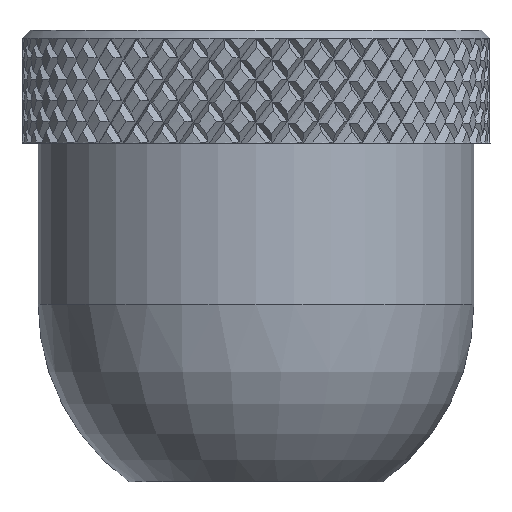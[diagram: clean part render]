
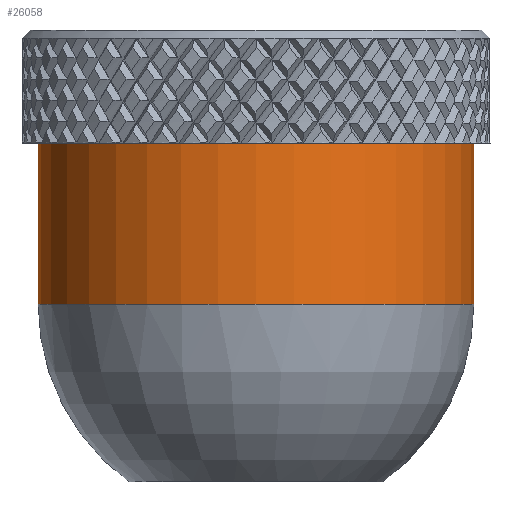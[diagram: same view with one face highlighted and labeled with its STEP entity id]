
A CAD part, front view. The second image highlights one B-rep face of the part: STEP entity #26058.
In plain terms, the highlighted cylindrical face has radius 13.5 mm (diameter 27 mm), a partial arc.
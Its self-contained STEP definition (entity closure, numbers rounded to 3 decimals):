
#975 = DIRECTION ( 'NONE',  ( 0., 0., 1. ) ) ;
#2309 = DIRECTION ( 'NONE',  ( 0., 0., 1. ) ) ;
#2956 = AXIS2_PLACEMENT_3D ( 'NONE', #22611, #975, #7711 ) ;
#3214 = VERTEX_POINT ( 'NONE', #32885 ) ;
#3642 = EDGE_CURVE ( 'NONE', #35917, #3214, #9646, .T. ) ;
#3989 = EDGE_CURVE ( 'NONE', #11018, #16933, #12894, .T. ) ;
#4319 = DIRECTION ( 'NONE',  ( 0., 0., 1. ) ) ;
#7112 = CARTESIAN_POINT ( 'NONE',  ( 0., 0., 0. ) ) ;
#7711 = DIRECTION ( 'NONE',  ( 1., 0., 0. ) ) ;
#7997 = EDGE_CURVE ( 'NONE', #3214, #16933, #15440, .T. ) ;
#8067 = CARTESIAN_POINT ( 'NONE',  ( 0., 0., -10. ) ) ;
#9646 = LINE ( 'NONE', #33613, #33629 ) ;
#9747 = CARTESIAN_POINT ( 'NONE',  ( 13.5, 0., 0. ) ) ;
#9924 = DIRECTION ( 'NONE',  ( 0., 0., 1. ) ) ;
#10579 = AXIS2_PLACEMENT_3D ( 'NONE', #8067, #2309, #17208 ) ;
#11018 = VERTEX_POINT ( 'NONE', #37946 ) ;
#12767 = VECTOR ( 'NONE', #9924, 1000. ) ;
#12894 = LINE ( 'NONE', #37053, #12767 ) ;
#13860 = FACE_OUTER_BOUND ( 'NONE', #36457, .T. ) ;
#15440 = CIRCLE ( 'NONE', #16067, 13.5 ) ;
#16067 = AXIS2_PLACEMENT_3D ( 'NONE', #7112, #4319, #34631 ) ;
#16068 = CYLINDRICAL_SURFACE ( 'NONE', #2956, 13.5 ) ;
#16933 = VERTEX_POINT ( 'NONE', #9747 ) ;
#17208 = DIRECTION ( 'NONE',  ( 1., 0., 0. ) ) ;
#17979 = ORIENTED_EDGE ( 'NONE', *, *, #3989, .T. ) ;
#21514 = ORIENTED_EDGE ( 'NONE', *, *, #7997, .F. ) ;
#22611 = CARTESIAN_POINT ( 'NONE',  ( 0., 0., 0. ) ) ;
#24253 = ORIENTED_EDGE ( 'NONE', *, *, #35799, .T. ) ;
#25777 = CIRCLE ( 'NONE', #10579, 13.5 ) ;
#26058 = ADVANCED_FACE ( 'NONE', ( #13860 ), #16068, .T. ) ;
#30062 = CARTESIAN_POINT ( 'NONE',  ( -13.5, 0., -10. ) ) ;
#32885 = CARTESIAN_POINT ( 'NONE',  ( -13.5, 0., 0. ) ) ;
#33613 = CARTESIAN_POINT ( 'NONE',  ( -13.5, 0., 0. ) ) ;
#33629 = VECTOR ( 'NONE', #36582, 1000. ) ;
#34631 = DIRECTION ( 'NONE',  ( 1., 0., 0. ) ) ;
#35799 = EDGE_CURVE ( 'NONE', #35917, #11018, #25777, .T. ) ;
#35917 = VERTEX_POINT ( 'NONE', #30062 ) ;
#36457 = EDGE_LOOP ( 'NONE', ( #38377, #24253, #17979, #21514 ) ) ;
#36582 = DIRECTION ( 'NONE',  ( 0., 0., 1. ) ) ;
#37053 = CARTESIAN_POINT ( 'NONE',  ( 13.5, 0., 0. ) ) ;
#37946 = CARTESIAN_POINT ( 'NONE',  ( 13.5, 0., -10. ) ) ;
#38377 = ORIENTED_EDGE ( 'NONE', *, *, #3642, .F. ) ;
